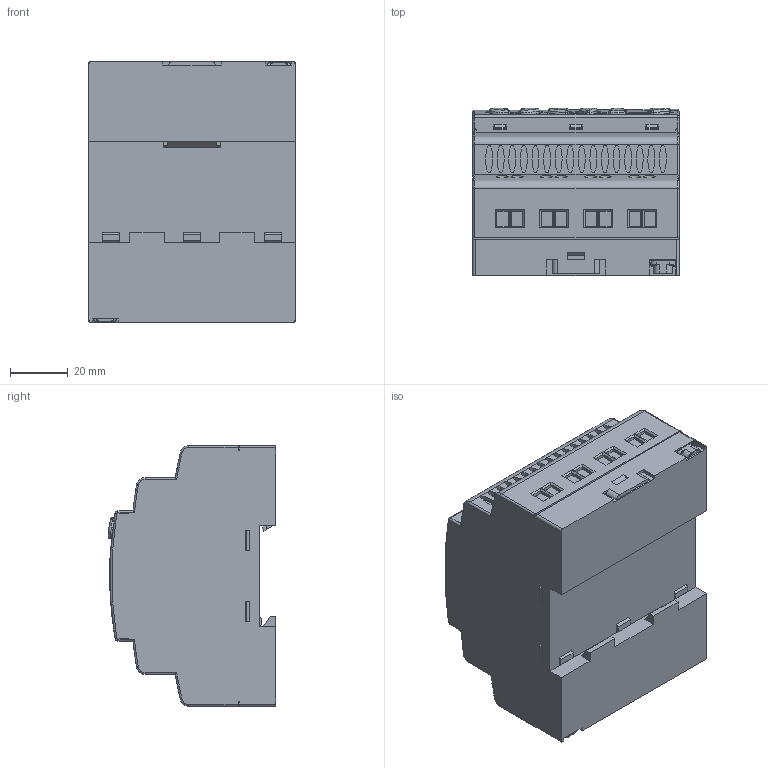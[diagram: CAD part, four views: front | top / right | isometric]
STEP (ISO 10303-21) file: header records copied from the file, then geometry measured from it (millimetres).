
FILE_DESCRIPTION((''),'2;1');
FILE_NAME('_CD12_SW0001','2011-12-08T',('LPADBY2'),('CROUZET-AUTOMATISMES'),'PRO/ENGINEER BY PARAMETRIC TECHNOLOGY CORPORATION, 2009090','PRO/ENGINEER BY PARAMETRIC TECHNOLOGY CORPORATION, 2009090','');
FILE_SCHEMA(('CONFIG_CONTROL_DESIGN'));
Length unit declared in the file: millimetre
Products named in the file (1): _CD12_SW0001
Bounding box: 71.6 x 57.79 x 90 mm (x, y, z)
Volume: 297495.7 mm3; surface area: 34322.4 mm2
Topology: 5 solids, 5 shells, 1007 faces, 2490 edges, 1579 vertices
Faces by surface type: plane 545, cylinder 227, bspline 92, extrusion 74, torus 30, cone 26, sphere 13
Entity records: 40639 total; most frequent: CARTESIAN_POINT 17898, ORIENTED_EDGE 4980, DIRECTION 4039, EDGE_CURVE 2490, VECTOR 1671, LINE 1597, VERTEX_POINT 1579, AXIS2_PLACEMENT_3D 1184
